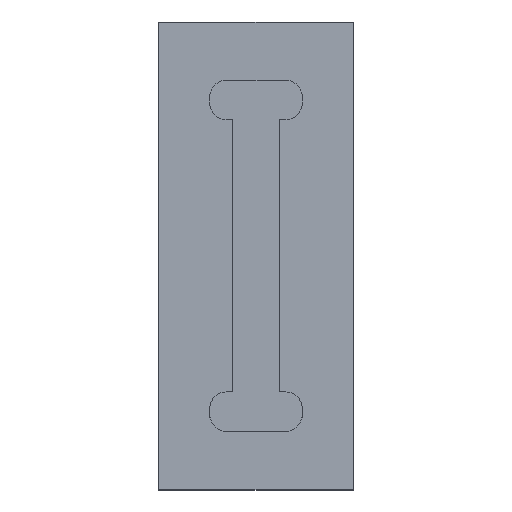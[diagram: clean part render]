
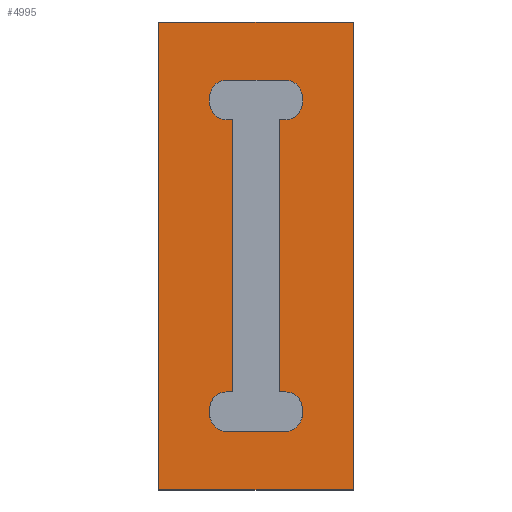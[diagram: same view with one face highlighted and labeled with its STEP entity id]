
A CAD part, top view. The second image highlights one B-rep face of the part: STEP entity #4995.
In plain terms, the highlighted planar face has unit normal (0, 0, 1).
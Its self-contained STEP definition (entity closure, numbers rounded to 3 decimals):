
#2778=DIRECTION('',(1.,0.,0.));
#2779=VECTOR('',#2778,5.);
#2780=CARTESIAN_POINT('',(-2.5,-6.,1.1));
#2781=LINE('',#2780,#2779);
#3075=DIRECTION('',(-1.,0.,0.));
#3076=VECTOR('',#3075,5.);
#3077=CARTESIAN_POINT('',(2.5,6.,1.1));
#3078=LINE('',#3077,#3076);
#3089=DIRECTION('',(0.,1.,0.));
#3090=VECTOR('',#3089,12.);
#3091=CARTESIAN_POINT('',(2.5,-6.,1.1));
#3092=LINE('',#3091,#3090);
#3103=CARTESIAN_POINT('',(-0.768,-3.892,1.1));
#3104=DIRECTION('',(0.,0.,1.));
#3105=DIRECTION('',(0.,1.,0.));
#3106=AXIS2_PLACEMENT_3D('',#3103,#3104,#3105);
#3111=CARTESIAN_POINT('',(-0.603,-4.,1.1));
#3112=DIRECTION('',(0.,0.,1.));
#3113=DIRECTION('',(-0.837,0.547,0.));
#3114=AXIS2_PLACEMENT_3D('',#3111,#3112,#3113);
#3119=CARTESIAN_POINT('',(-0.603,-4.,1.1));
#3120=DIRECTION('',(0.,0.,1.));
#3121=DIRECTION('',(-1.,0.,0.));
#3122=AXIS2_PLACEMENT_3D('',#3119,#3120,#3121);
#3127=CARTESIAN_POINT('',(-0.773,-4.1,1.1));
#3128=DIRECTION('',(0.,0.,1.));
#3129=DIRECTION('',(-0.861,-0.509,0.));
#3130=AXIS2_PLACEMENT_3D('',#3127,#3128,#3129);
#3135=DIRECTION('',(1.,0.,0.));
#3136=VECTOR('',#3135,1.545);
#3137=CARTESIAN_POINT('',(-0.773,-4.5,1.1));
#3138=LINE('',#3137,#3136);
#3142=CARTESIAN_POINT('',(0.773,-4.1,1.1));
#3143=DIRECTION('',(0.,0.,1.));
#3144=DIRECTION('',(0.,-1.,0.));
#3145=AXIS2_PLACEMENT_3D('',#3142,#3143,#3144);
#3150=CARTESIAN_POINT('',(0.603,-4.,1.1));
#3151=DIRECTION('',(0.,0.,1.));
#3152=DIRECTION('',(0.861,-0.509,0.));
#3153=AXIS2_PLACEMENT_3D('',#3150,#3151,#3152);
#3158=CARTESIAN_POINT('',(0.603,-4.,1.1));
#3159=DIRECTION('',(0.,0.,1.));
#3160=DIRECTION('',(1.,0.,0.));
#3161=AXIS2_PLACEMENT_3D('',#3158,#3159,#3160);
#3166=CARTESIAN_POINT('',(0.768,-3.892,1.1));
#3167=DIRECTION('',(0.,0.,1.));
#3168=DIRECTION('',(0.837,0.547,0.));
#3169=AXIS2_PLACEMENT_3D('',#3166,#3167,#3168);
#3174=DIRECTION('',(-1.,0.,0.));
#3175=VECTOR('',#3174,0.168);
#3176=CARTESIAN_POINT('',(0.768,-3.492,1.1));
#3177=LINE('',#3176,#3175);
#3181=DIRECTION('',(0.,1.,0.));
#3182=VECTOR('',#3181,6.984);
#3183=CARTESIAN_POINT('',(0.6,-3.492,1.1));
#3184=LINE('',#3183,#3182);
#3188=DIRECTION('',(1.,0.,0.));
#3189=VECTOR('',#3188,0.168);
#3190=CARTESIAN_POINT('',(0.6,3.492,1.1));
#3191=LINE('',#3190,#3189);
#3195=CARTESIAN_POINT('',(0.768,3.892,1.1));
#3196=DIRECTION('',(0.,0.,1.));
#3197=DIRECTION('',(0.,-1.,0.));
#3198=AXIS2_PLACEMENT_3D('',#3195,#3196,#3197);
#3203=CARTESIAN_POINT('',(0.603,4.,1.1));
#3204=DIRECTION('',(0.,0.,1.));
#3205=DIRECTION('',(0.837,-0.547,0.));
#3206=AXIS2_PLACEMENT_3D('',#3203,#3204,#3205);
#3211=CARTESIAN_POINT('',(0.603,4.,1.1));
#3212=DIRECTION('',(0.,0.,1.));
#3213=DIRECTION('',(1.,0.,0.));
#3214=AXIS2_PLACEMENT_3D('',#3211,#3212,#3213);
#3219=CARTESIAN_POINT('',(0.773,4.1,1.1));
#3220=DIRECTION('',(0.,0.,1.));
#3221=DIRECTION('',(0.861,0.509,0.));
#3222=AXIS2_PLACEMENT_3D('',#3219,#3220,#3221);
#3227=DIRECTION('',(-1.,0.,0.));
#3228=VECTOR('',#3227,1.545);
#3229=CARTESIAN_POINT('',(0.773,4.5,1.1));
#3230=LINE('',#3229,#3228);
#3234=CARTESIAN_POINT('',(-0.773,4.1,1.1));
#3235=DIRECTION('',(0.,0.,1.));
#3236=DIRECTION('',(0.,1.,0.));
#3237=AXIS2_PLACEMENT_3D('',#3234,#3235,#3236);
#3242=CARTESIAN_POINT('',(-0.603,4.,1.1));
#3243=DIRECTION('',(0.,0.,1.));
#3244=DIRECTION('',(-0.861,0.509,0.));
#3245=AXIS2_PLACEMENT_3D('',#3242,#3243,#3244);
#3250=CARTESIAN_POINT('',(-0.603,4.,1.1));
#3251=DIRECTION('',(0.,0.,1.));
#3252=DIRECTION('',(-1.,0.,0.));
#3253=AXIS2_PLACEMENT_3D('',#3250,#3251,#3252);
#3258=CARTESIAN_POINT('',(-0.768,3.892,1.1));
#3259=DIRECTION('',(0.,0.,1.));
#3260=DIRECTION('',(-0.837,-0.547,0.));
#3261=AXIS2_PLACEMENT_3D('',#3258,#3259,#3260);
#3266=DIRECTION('',(1.,0.,0.));
#3267=VECTOR('',#3266,0.168);
#3268=CARTESIAN_POINT('',(-0.768,3.492,1.1));
#3269=LINE('',#3268,#3267);
#3273=DIRECTION('',(0.,-1.,0.));
#3274=VECTOR('',#3273,6.984);
#3275=CARTESIAN_POINT('',(-0.6,3.492,1.1));
#3276=LINE('',#3275,#3274);
#3280=DIRECTION('',(-1.,0.,0.));
#3281=VECTOR('',#3280,0.168);
#3282=CARTESIAN_POINT('',(-0.6,-3.492,1.1));
#3283=LINE('',#3282,#3281);
#3287=DIRECTION('',(0.,-1.,0.));
#3288=VECTOR('',#3287,12.);
#3289=CARTESIAN_POINT('',(-2.5,6.,1.1));
#3290=LINE('',#3289,#3288);
#4444=CARTESIAN_POINT('',(-2.5,-6.,1.1));
#4445=VERTEX_POINT('',#4444);
#4446=CARTESIAN_POINT('',(2.5,-6.,1.1));
#4447=VERTEX_POINT('',#4446);
#4548=CARTESIAN_POINT('',(2.5,6.,1.1));
#4549=VERTEX_POINT('',#4548);
#4550=CARTESIAN_POINT('',(-2.5,6.,1.1));
#4551=VERTEX_POINT('',#4550);
#4552=CARTESIAN_POINT('',(-0.768,-3.492,1.1));
#4553=CARTESIAN_POINT('',(-1.103,-3.673,1.1));
#4554=VERTEX_POINT('',#4552);
#4555=VERTEX_POINT('',#4553);
#4556=CARTESIAN_POINT('',(-1.2,-4.,1.1));
#4557=VERTEX_POINT('',#4556);
#4558=CARTESIAN_POINT('',(-1.117,-4.304,1.1));
#4559=VERTEX_POINT('',#4558);
#4560=CARTESIAN_POINT('',(-0.773,-4.5,1.1));
#4561=VERTEX_POINT('',#4560);
#4562=CARTESIAN_POINT('',(0.773,-4.5,1.1));
#4563=VERTEX_POINT('',#4562);
#4564=CARTESIAN_POINT('',(1.117,-4.304,1.1));
#4565=VERTEX_POINT('',#4564);
#4566=CARTESIAN_POINT('',(1.2,-4.,1.1));
#4567=CARTESIAN_POINT('',(1.103,-3.673,1.1));
#4568=VERTEX_POINT('',#4566);
#4569=VERTEX_POINT('',#4567);
#4570=CARTESIAN_POINT('',(0.768,-3.492,1.1));
#4571=VERTEX_POINT('',#4570);
#4572=CARTESIAN_POINT('',(0.6,-3.492,1.1));
#4573=VERTEX_POINT('',#4572);
#4574=CARTESIAN_POINT('',(0.6,3.492,1.1));
#4575=VERTEX_POINT('',#4574);
#4576=CARTESIAN_POINT('',(0.768,3.492,1.1));
#4577=VERTEX_POINT('',#4576);
#4578=CARTESIAN_POINT('',(1.103,3.673,1.1));
#4579=VERTEX_POINT('',#4578);
#4580=CARTESIAN_POINT('',(1.2,4.,1.1));
#4581=VERTEX_POINT('',#4580);
#4582=CARTESIAN_POINT('',(1.117,4.304,1.1));
#4583=VERTEX_POINT('',#4582);
#4584=CARTESIAN_POINT('',(0.773,4.5,1.1));
#4585=VERTEX_POINT('',#4584);
#4586=CARTESIAN_POINT('',(-0.773,4.5,1.1));
#4587=VERTEX_POINT('',#4586);
#4588=CARTESIAN_POINT('',(-1.117,4.304,1.1));
#4589=VERTEX_POINT('',#4588);
#4590=CARTESIAN_POINT('',(-1.2,4.,1.1));
#4591=VERTEX_POINT('',#4590);
#4592=CARTESIAN_POINT('',(-1.103,3.673,1.1));
#4593=VERTEX_POINT('',#4592);
#4594=CARTESIAN_POINT('',(-0.768,3.492,1.1));
#4595=VERTEX_POINT('',#4594);
#4596=CARTESIAN_POINT('',(-0.6,3.492,1.1));
#4597=VERTEX_POINT('',#4596);
#4598=CARTESIAN_POINT('',(-0.6,-3.492,1.1));
#4599=VERTEX_POINT('',#4598);
#4933=CARTESIAN_POINT('',(0.,0.,1.1));
#4934=DIRECTION('',(0.,0.,-1.));
#4935=DIRECTION('',(-1.,0.,0.));
#4936=AXIS2_PLACEMENT_3D('',#4933,#4934,#4935);
#4937=PLANE('',#4936);
#4938=ORIENTED_EDGE('',*,*,#4899,.F.);
#4939=ORIENTED_EDGE('',*,*,#4920,.F.);
#4940=ORIENTED_EDGE('',*,*,#4753,.F.);
#4942=ORIENTED_EDGE('',*,*,#4941,.F.);
#4943=EDGE_LOOP('',(#4938,#4939,#4940,#4942));
#4944=FACE_OUTER_BOUND('',#4943,.F.);
#4946=ORIENTED_EDGE('',*,*,#4945,.T.);
#4948=ORIENTED_EDGE('',*,*,#4947,.T.);
#4950=ORIENTED_EDGE('',*,*,#4949,.T.);
#4952=ORIENTED_EDGE('',*,*,#4951,.T.);
#4954=ORIENTED_EDGE('',*,*,#4953,.T.);
#4956=ORIENTED_EDGE('',*,*,#4955,.T.);
#4958=ORIENTED_EDGE('',*,*,#4957,.T.);
#4960=ORIENTED_EDGE('',*,*,#4959,.T.);
#4962=ORIENTED_EDGE('',*,*,#4961,.T.);
#4964=ORIENTED_EDGE('',*,*,#4963,.T.);
#4966=ORIENTED_EDGE('',*,*,#4965,.T.);
#4968=ORIENTED_EDGE('',*,*,#4967,.T.);
#4970=ORIENTED_EDGE('',*,*,#4969,.T.);
#4972=ORIENTED_EDGE('',*,*,#4971,.T.);
#4974=ORIENTED_EDGE('',*,*,#4973,.T.);
#4976=ORIENTED_EDGE('',*,*,#4975,.T.);
#4978=ORIENTED_EDGE('',*,*,#4977,.T.);
#4980=ORIENTED_EDGE('',*,*,#4979,.T.);
#4982=ORIENTED_EDGE('',*,*,#4981,.T.);
#4984=ORIENTED_EDGE('',*,*,#4983,.T.);
#4986=ORIENTED_EDGE('',*,*,#4985,.T.);
#4988=ORIENTED_EDGE('',*,*,#4987,.T.);
#4990=ORIENTED_EDGE('',*,*,#4989,.T.);
#4992=ORIENTED_EDGE('',*,*,#4991,.T.);
#4993=EDGE_LOOP('',(#4946,#4948,#4950,#4952,#4954,#4956,#4958,#4960,#4962,#4964,
#4966,#4968,#4970,#4972,#4974,#4976,#4978,#4980,#4982,#4984,#4986,#4988,#4990,
#4992));
#4994=FACE_BOUND('',#4993,.F.);
#3107=CIRCLE('',#3106,0.4);
#3115=CIRCLE('',#3114,0.597);
#3123=CIRCLE('',#3122,0.597);
#3131=CIRCLE('',#3130,0.4);
#3146=CIRCLE('',#3145,0.4);
#3154=CIRCLE('',#3153,0.597);
#3162=CIRCLE('',#3161,0.597);
#3170=CIRCLE('',#3169,0.4);
#3199=CIRCLE('',#3198,0.4);
#3207=CIRCLE('',#3206,0.597);
#3215=CIRCLE('',#3214,0.597);
#3223=CIRCLE('',#3222,0.4);
#3238=CIRCLE('',#3237,0.4);
#3246=CIRCLE('',#3245,0.597);
#3254=CIRCLE('',#3253,0.597);
#3262=CIRCLE('',#3261,0.4);
#4753=EDGE_CURVE('',#4445,#4447,#2781,.T.);
#4899=EDGE_CURVE('',#4549,#4551,#3078,.T.);
#4920=EDGE_CURVE('',#4447,#4549,#3092,.T.);
#4941=EDGE_CURVE('',#4551,#4445,#3290,.T.);
#4945=EDGE_CURVE('',#4554,#4555,#3107,.T.);
#4947=EDGE_CURVE('',#4555,#4557,#3115,.T.);
#4949=EDGE_CURVE('',#4557,#4559,#3123,.T.);
#4951=EDGE_CURVE('',#4559,#4561,#3131,.T.);
#4953=EDGE_CURVE('',#4561,#4563,#3138,.T.);
#4955=EDGE_CURVE('',#4563,#4565,#3146,.T.);
#4957=EDGE_CURVE('',#4565,#4568,#3154,.T.);
#4959=EDGE_CURVE('',#4568,#4569,#3162,.T.);
#4961=EDGE_CURVE('',#4569,#4571,#3170,.T.);
#4963=EDGE_CURVE('',#4571,#4573,#3177,.T.);
#4965=EDGE_CURVE('',#4573,#4575,#3184,.T.);
#4967=EDGE_CURVE('',#4575,#4577,#3191,.T.);
#4969=EDGE_CURVE('',#4577,#4579,#3199,.T.);
#4971=EDGE_CURVE('',#4579,#4581,#3207,.T.);
#4973=EDGE_CURVE('',#4581,#4583,#3215,.T.);
#4975=EDGE_CURVE('',#4583,#4585,#3223,.T.);
#4977=EDGE_CURVE('',#4585,#4587,#3230,.T.);
#4979=EDGE_CURVE('',#4587,#4589,#3238,.T.);
#4981=EDGE_CURVE('',#4589,#4591,#3246,.T.);
#4983=EDGE_CURVE('',#4591,#4593,#3254,.T.);
#4985=EDGE_CURVE('',#4593,#4595,#3262,.T.);
#4987=EDGE_CURVE('',#4595,#4597,#3269,.T.);
#4989=EDGE_CURVE('',#4597,#4599,#3276,.T.);
#4991=EDGE_CURVE('',#4599,#4554,#3283,.T.);
#4995=ADVANCED_FACE('',(#4944,#4994),#4937,.F.);
